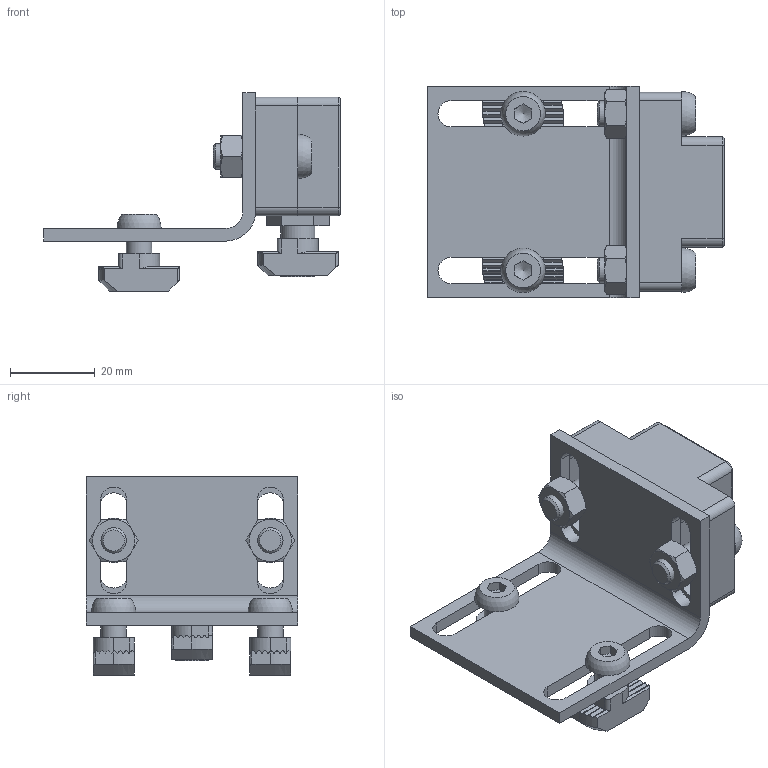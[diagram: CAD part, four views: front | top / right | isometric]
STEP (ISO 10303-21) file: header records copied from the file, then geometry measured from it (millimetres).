
FILE_DESCRIPTION(('STEP AP203'),'1');
FILE_NAME('SAFE10B1295.stp','2023-10-20T08:26:06',(' '),(' '),'Spatial InterOp 3D',' ',' ');
FILE_SCHEMA(('CONFIG_CONTROL_DESIGN'));
Length unit declared in the file: millimetre
Products named in the file (11): Loquet PA sur support; Ecrou tête rectangulaire 10 M8; Vis BHC - M6x20; Ecrou hexagonal M6; Loquet PA 40, gris; Bille loquet PA; Loquet PA - Clenche; Kit de fixation - EcrouForceVsLigne; Vis BHC - M6x14; Ecrou tête rectangulaire 10 M6; Support loquet PA
Assembly tree (13 placements, depth 3):
  Loquet PA sur support
    Ecrou tête rectangulaire 10 M8
    Vis BHC - M6x20  x2
    Ecrou hexagonal M6  x2
    Loquet PA 40, gris
      Bille loquet PA
      Loquet PA - Clenche
    Kit de fixation - EcrouForceVsLigne  x2
      Vis BHC - M6x14
      Ecrou tête rectangulaire 10 M6
    Support loquet PA
Bounding box: 70 x 50 x 46.8 mm (x, y, z)
Volume: 32789.7 mm3; surface area: 20773.9 mm2
Topology: 12 solids, 12 shells, 420 faces, 1119 edges, 726 vertices
Faces by surface type: plane 293, cylinder 72, cone 34, torus 8, sphere 7, bspline 6
Full cylindrical faces by diameter (mm): 5 x4, 6 x8, 6.8 x1, 7 x1, 8 x1
Entity records: 11421 total; most frequent: CARTESIAN_POINT 1985, DIRECTION 1581, ORIENTED_EDGE 1522, EDGE_CURVE 761, AXIS2_PLACEMENT_3D 566, VERTEX_POINT 508, LINE 449, VECTOR 449
